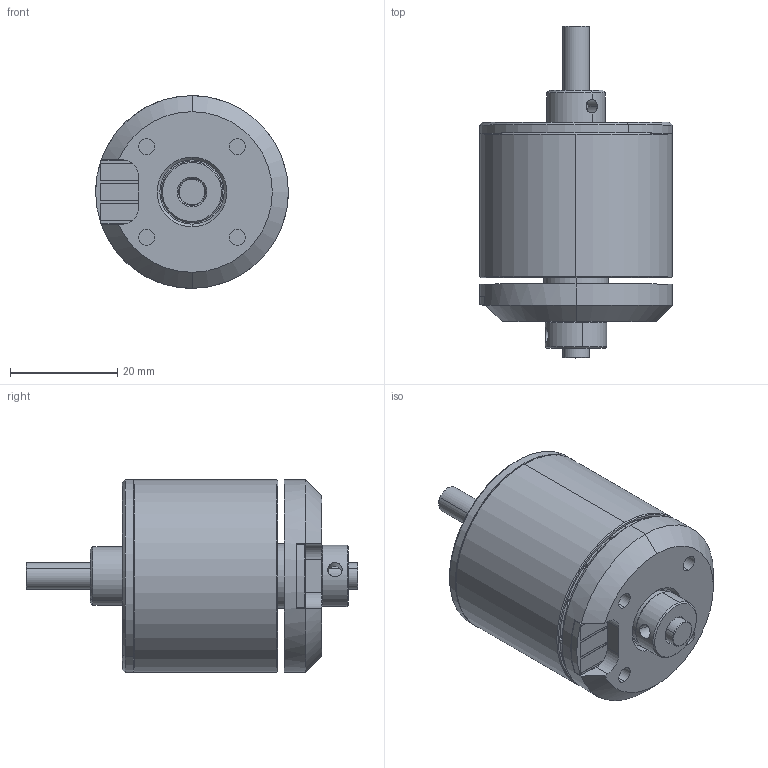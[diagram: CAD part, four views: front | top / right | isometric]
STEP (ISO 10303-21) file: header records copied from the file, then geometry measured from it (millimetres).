
FILE_DESCRIPTION (( 'STEP AP203' ), '1' );
FILE_NAME ('M200-MOTOR-R1.STEP', '2015-08-01T19:02:42', ( 'rjehangir' ), ( '' ), 'SwSTEP 2.0', 'SolidWorks 2012', '' );
FILE_SCHEMA (( 'CONFIG_CONTROL_DESIGN' ));
Length unit declared in the file: inch
Products named in the file (1): M200-MOTOR-R1
Bounding box: 36 x 62 x 36 mm (x, y, z)
Volume: 18191.5 mm3; surface area: 21863.4 mm2
Topology: 22 solids, 22 shells, 616 faces, 1370 edges, 692 vertices
Faces by surface type: cylinder 242, torus 116, sphere 112, plane 106, cone 40
Entity records: 16295 total; most frequent: DIRECTION 3284, CARTESIAN_POINT 2755, ORIENTED_EDGE 2516, AXIS2_PLACEMENT_3D 1425, EDGE_CURVE 1258, CIRCLE 808, VERTEX_POINT 692, EDGE_LOOP 658
